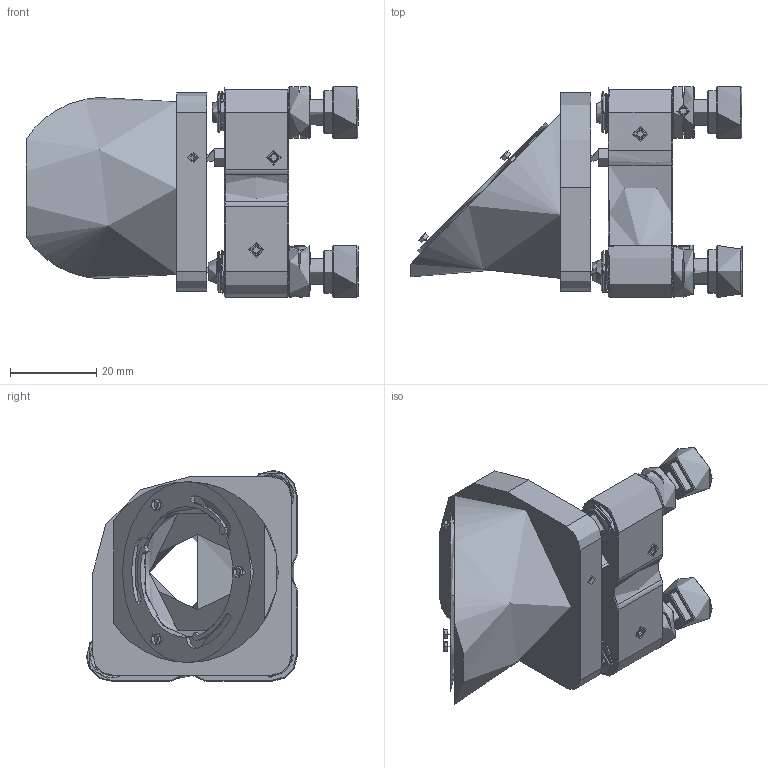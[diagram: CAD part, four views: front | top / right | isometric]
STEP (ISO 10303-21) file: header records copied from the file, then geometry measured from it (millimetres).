
FILE_DESCRIPTION (( 'STEP AP214' ), '1' );
FILE_NAME ('520404.STEP', '2025-02-10T02:38:16', ( 'Windows User' ), ( 'P R C' ), 'SwSTEP 2.0', 'SolidWorks 2020', '' );
FILE_SCHEMA (( 'AUTOMOTIVE_DESIGN' ));
Length unit declared in the file: millimetre
Products named in the file (1): 520404
Bounding box: 77.1 x 49 x 49 mm (x, y, z)
Topology: 0 solids, 44 shells, 383 faces, 1070 edges, 717 vertices
Faces by surface type: plane 166, cylinder 105, cone 88, bspline 24
Full cylindrical faces by diameter (mm): 2.05 x3, 2.5 x4, 2.6 x3, 3 x7, 4 x5, 5 x1, 5.5 x1, 6 x8, 7.5 x2, 8 x3, 9.5 x6, 10 x3, 12 x6, 18 x2, 30 x1, 42 x1
Entity records: 27958 total; most frequent: CARTESIAN_POINT 19393, DIRECTION 1675, ORIENTED_EDGE 1480, EDGE_CURVE 850, AXIS2_PLACEMENT_3D 679, VERTEX_POINT 645, EDGE_LOOP 601, FACE_OUTER_BOUND 437
